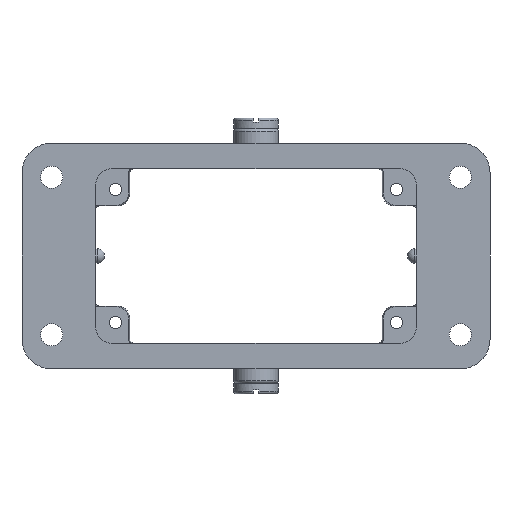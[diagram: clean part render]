
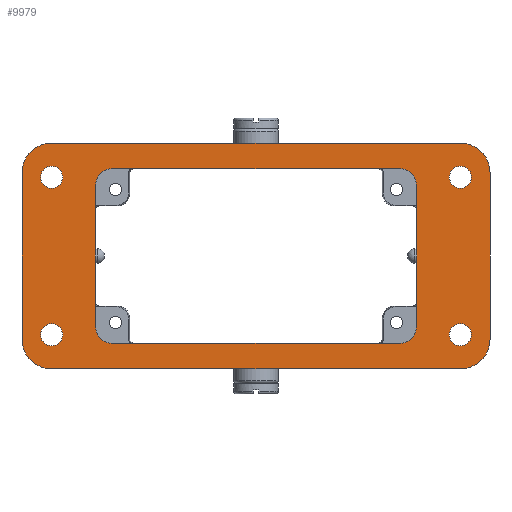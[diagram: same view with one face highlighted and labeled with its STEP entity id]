
A CAD part, front view. The second image highlights one B-rep face of the part: STEP entity #9979.
In plain terms, the highlighted planar face has unit normal (0, -1, 0).
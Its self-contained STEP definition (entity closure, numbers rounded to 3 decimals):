
#1314=DIRECTION('',(-1.,0.,0.));
#1315=VECTOR('',#1314,83.);
#1316=CARTESIAN_POINT('',(41.5,-25.,-22.9));
#1317=LINE('',#1316,#1315);
#1318=CARTESIAN_POINT('',(-41.5,-25.,-16.9));
#1319=DIRECTION('',(0.,1.,0.));
#1320=DIRECTION('',(0.,0.,-1.));
#1321=AXIS2_PLACEMENT_3D('',#1318,#1319,#1320);
#1323=DIRECTION('',(0.,0.,1.));
#1324=VECTOR('',#1323,33.8);
#1325=CARTESIAN_POINT('',(-47.5,-25.,-16.9));
#1326=LINE('',#1325,#1324);
#1327=CARTESIAN_POINT('',(-41.5,-25.,16.9));
#1328=DIRECTION('',(0.,1.,0.));
#1329=DIRECTION('',(-1.,0.,0.));
#1330=AXIS2_PLACEMENT_3D('',#1327,#1328,#1329);
#1332=DIRECTION('',(1.,0.,0.));
#1333=VECTOR('',#1332,83.);
#1334=CARTESIAN_POINT('',(-41.5,-25.,22.9));
#1335=LINE('',#1334,#1333);
#1336=CARTESIAN_POINT('',(41.5,-25.,16.9));
#1337=DIRECTION('',(0.,1.,0.));
#1338=DIRECTION('',(0.,0.,1.));
#1339=AXIS2_PLACEMENT_3D('',#1336,#1337,#1338);
#1341=DIRECTION('',(0.,0.,-1.));
#1342=VECTOR('',#1341,33.8);
#1343=CARTESIAN_POINT('',(47.5,-25.,16.9));
#1344=LINE('',#1343,#1342);
#1345=CARTESIAN_POINT('',(41.5,-25.,-16.9));
#1346=DIRECTION('',(0.,1.,0.));
#1347=DIRECTION('',(1.,0.,0.));
#1348=AXIS2_PLACEMENT_3D('',#1345,#1346,#1347);
#1350=CARTESIAN_POINT('',(-41.5,-25.,16.));
#1351=DIRECTION('',(0.,-1.,0.));
#1352=DIRECTION('',(-1.,0.,0.));
#1353=AXIS2_PLACEMENT_3D('',#1350,#1351,#1352);
#1355=CARTESIAN_POINT('',(-41.5,-25.,16.));
#1356=DIRECTION('',(0.,-1.,0.));
#1357=DIRECTION('',(1.,0.,0.));
#1358=AXIS2_PLACEMENT_3D('',#1355,#1356,#1357);
#1360=CARTESIAN_POINT('',(41.5,-25.,-16.));
#1361=DIRECTION('',(0.,-1.,0.));
#1362=DIRECTION('',(-1.,0.,0.));
#1363=AXIS2_PLACEMENT_3D('',#1360,#1361,#1362);
#1365=CARTESIAN_POINT('',(41.5,-25.,-16.));
#1366=DIRECTION('',(0.,-1.,0.));
#1367=DIRECTION('',(1.,0.,0.));
#1368=AXIS2_PLACEMENT_3D('',#1365,#1366,#1367);
#1370=DIRECTION('',(0.,0.,-1.));
#1371=VECTOR('',#1370,28.5);
#1372=CARTESIAN_POINT('',(-32.6,-25.,14.25));
#1373=LINE('',#1372,#1371);
#1374=CARTESIAN_POINT('',(-29.1,-25.,-14.25));
#1375=DIRECTION('',(0.,-1.,0.));
#1376=DIRECTION('',(-1.,0.,0.));
#1377=AXIS2_PLACEMENT_3D('',#1374,#1375,#1376);
#1379=DIRECTION('',(1.,0.,0.));
#1380=VECTOR('',#1379,58.2);
#1381=CARTESIAN_POINT('',(-29.1,-25.,-17.75));
#1382=LINE('',#1381,#1380);
#1383=CARTESIAN_POINT('',(29.1,-25.,-14.25));
#1384=DIRECTION('',(0.,-1.,0.));
#1385=DIRECTION('',(0.,0.,-1.));
#1386=AXIS2_PLACEMENT_3D('',#1383,#1384,#1385);
#1388=DIRECTION('',(0.,0.,1.));
#1389=VECTOR('',#1388,28.5);
#1390=CARTESIAN_POINT('',(32.6,-25.,-14.25));
#1391=LINE('',#1390,#1389);
#1392=CARTESIAN_POINT('',(29.1,-25.,14.25));
#1393=DIRECTION('',(0.,-1.,0.));
#1394=DIRECTION('',(1.,0.,0.));
#1395=AXIS2_PLACEMENT_3D('',#1392,#1393,#1394);
#1397=DIRECTION('',(-1.,0.,0.));
#1398=VECTOR('',#1397,58.2);
#1399=CARTESIAN_POINT('',(29.1,-25.,17.75));
#1400=LINE('',#1399,#1398);
#1401=CARTESIAN_POINT('',(-29.1,-25.,14.25));
#1402=DIRECTION('',(0.,-1.,0.));
#1403=DIRECTION('',(0.,0.,1.));
#1404=AXIS2_PLACEMENT_3D('',#1401,#1402,#1403);
#1406=CARTESIAN_POINT('',(41.5,-25.,16.));
#1407=DIRECTION('',(0.,-1.,0.));
#1408=DIRECTION('',(-1.,0.,0.));
#1409=AXIS2_PLACEMENT_3D('',#1406,#1407,#1408);
#1411=CARTESIAN_POINT('',(41.5,-25.,16.));
#1412=DIRECTION('',(0.,-1.,0.));
#1413=DIRECTION('',(1.,0.,0.));
#1414=AXIS2_PLACEMENT_3D('',#1411,#1412,#1413);
#1416=CARTESIAN_POINT('',(-41.5,-25.,-16.));
#1417=DIRECTION('',(0.,-1.,0.));
#1418=DIRECTION('',(-1.,0.,0.));
#1419=AXIS2_PLACEMENT_3D('',#1416,#1417,#1418);
#1421=CARTESIAN_POINT('',(-41.5,-25.,-16.));
#1422=DIRECTION('',(0.,-1.,0.));
#1423=DIRECTION('',(1.,0.,0.));
#1424=AXIS2_PLACEMENT_3D('',#1421,#1422,#1423);
#8170=CARTESIAN_POINT('',(-43.75,-25.,16.));
#8171=CARTESIAN_POINT('',(-39.25,-25.,16.));
#8172=VERTEX_POINT('',#8170);
#8173=VERTEX_POINT('',#8171);
#8174=CARTESIAN_POINT('',(41.5,-25.,-22.9));
#8175=CARTESIAN_POINT('',(-41.5,-25.,-22.9));
#8176=VERTEX_POINT('',#8174);
#8177=VERTEX_POINT('',#8175);
#8178=CARTESIAN_POINT('',(-47.5,-25.,-16.9));
#8179=VERTEX_POINT('',#8178);
#8180=CARTESIAN_POINT('',(-47.5,-25.,16.9));
#8181=VERTEX_POINT('',#8180);
#8182=CARTESIAN_POINT('',(-41.5,-25.,22.9));
#8183=VERTEX_POINT('',#8182);
#8184=CARTESIAN_POINT('',(41.5,-25.,22.9));
#8185=VERTEX_POINT('',#8184);
#8186=CARTESIAN_POINT('',(47.5,-25.,16.9));
#8187=VERTEX_POINT('',#8186);
#8188=CARTESIAN_POINT('',(47.5,-25.,-16.9));
#8189=VERTEX_POINT('',#8188);
#8190=CARTESIAN_POINT('',(39.25,-25.,-16.));
#8191=CARTESIAN_POINT('',(43.75,-25.,-16.));
#8192=VERTEX_POINT('',#8190);
#8193=VERTEX_POINT('',#8191);
#8194=CARTESIAN_POINT('',(-32.6,-25.,14.25));
#8195=CARTESIAN_POINT('',(-32.6,-25.,-14.25));
#8196=VERTEX_POINT('',#8194);
#8197=VERTEX_POINT('',#8195);
#8198=CARTESIAN_POINT('',(-29.1,-25.,-17.75));
#8199=VERTEX_POINT('',#8198);
#8200=CARTESIAN_POINT('',(29.1,-25.,-17.75));
#8201=VERTEX_POINT('',#8200);
#8202=CARTESIAN_POINT('',(32.6,-25.,-14.25));
#8203=VERTEX_POINT('',#8202);
#8204=CARTESIAN_POINT('',(32.6,-25.,14.25));
#8205=VERTEX_POINT('',#8204);
#8206=CARTESIAN_POINT('',(29.1,-25.,17.75));
#8207=VERTEX_POINT('',#8206);
#8208=CARTESIAN_POINT('',(-29.1,-25.,17.75));
#8209=VERTEX_POINT('',#8208);
#8210=CARTESIAN_POINT('',(39.25,-25.,16.));
#8211=CARTESIAN_POINT('',(43.75,-25.,16.));
#8212=VERTEX_POINT('',#8210);
#8213=VERTEX_POINT('',#8211);
#8214=CARTESIAN_POINT('',(-43.75,-25.,-16.));
#8215=CARTESIAN_POINT('',(-39.25,-25.,-16.));
#8216=VERTEX_POINT('',#8214);
#8217=VERTEX_POINT('',#8215);
#9922=CARTESIAN_POINT('',(-41.5,-25.,-16.9));
#9923=DIRECTION('',(0.,1.,0.));
#9924=DIRECTION('',(1.,0.,0.));
#9925=AXIS2_PLACEMENT_3D('',#9922,#9923,#9924);
#9926=PLANE('',#9925);
#9928=ORIENTED_EDGE('',*,*,#9927,.T.);
#9930=ORIENTED_EDGE('',*,*,#9929,.T.);
#9932=ORIENTED_EDGE('',*,*,#9931,.T.);
#9934=ORIENTED_EDGE('',*,*,#9933,.T.);
#9936=ORIENTED_EDGE('',*,*,#9935,.T.);
#9938=ORIENTED_EDGE('',*,*,#9937,.T.);
#9940=ORIENTED_EDGE('',*,*,#9939,.T.);
#9942=ORIENTED_EDGE('',*,*,#9941,.T.);
#9943=EDGE_LOOP('',(#9928,#9930,#9932,#9934,#9936,#9938,#9940,#9942));
#9944=FACE_OUTER_BOUND('',#9943,.F.);
#9946=ORIENTED_EDGE('',*,*,#9945,.T.);
#9948=ORIENTED_EDGE('',*,*,#9947,.T.);
#9949=EDGE_LOOP('',(#9946,#9948));
#9950=FACE_BOUND('',#9949,.F.);
#9952=ORIENTED_EDGE('',*,*,#9951,.T.);
#9954=ORIENTED_EDGE('',*,*,#9953,.T.);
#9955=EDGE_LOOP('',(#9952,#9954));
#9956=FACE_BOUND('',#9955,.F.);
#9957=ORIENTED_EDGE('',*,*,#9915,.T.);
#9958=ORIENTED_EDGE('',*,*,#9817,.T.);
#9959=ORIENTED_EDGE('',*,*,#9832,.T.);
#9960=ORIENTED_EDGE('',*,*,#9846,.T.);
#9961=ORIENTED_EDGE('',*,*,#9860,.T.);
#9962=ORIENTED_EDGE('',*,*,#9874,.T.);
#9963=ORIENTED_EDGE('',*,*,#9888,.T.);
#9964=ORIENTED_EDGE('',*,*,#9902,.T.);
#9965=EDGE_LOOP('',(#9957,#9958,#9959,#9960,#9961,#9962,#9963,#9964));
#9966=FACE_BOUND('',#9965,.F.);
#9968=ORIENTED_EDGE('',*,*,#9967,.T.);
#9970=ORIENTED_EDGE('',*,*,#9969,.T.);
#9971=EDGE_LOOP('',(#9968,#9970));
#9972=FACE_BOUND('',#9971,.F.);
#9974=ORIENTED_EDGE('',*,*,#9973,.T.);
#9976=ORIENTED_EDGE('',*,*,#9975,.T.);
#9977=EDGE_LOOP('',(#9974,#9976));
#9978=FACE_BOUND('',#9977,.F.);
#1322=CIRCLE('',#1321,6.);
#1331=CIRCLE('',#1330,6.);
#1340=CIRCLE('',#1339,6.);
#1349=CIRCLE('',#1348,6.);
#1354=CIRCLE('',#1353,2.25);
#1359=CIRCLE('',#1358,2.25);
#1364=CIRCLE('',#1363,2.25);
#1369=CIRCLE('',#1368,2.25);
#1378=CIRCLE('',#1377,3.5);
#1387=CIRCLE('',#1386,3.5);
#1396=CIRCLE('',#1395,3.5);
#1405=CIRCLE('',#1404,3.5);
#1410=CIRCLE('',#1409,2.25);
#1415=CIRCLE('',#1414,2.25);
#1420=CIRCLE('',#1419,2.25);
#1425=CIRCLE('',#1424,2.25);
#9817=EDGE_CURVE('',#8197,#8199,#1378,.T.);
#9832=EDGE_CURVE('',#8199,#8201,#1382,.T.);
#9846=EDGE_CURVE('',#8201,#8203,#1387,.T.);
#9860=EDGE_CURVE('',#8203,#8205,#1391,.T.);
#9874=EDGE_CURVE('',#8205,#8207,#1396,.T.);
#9888=EDGE_CURVE('',#8207,#8209,#1400,.T.);
#9902=EDGE_CURVE('',#8209,#8196,#1405,.T.);
#9915=EDGE_CURVE('',#8196,#8197,#1373,.T.);
#9927=EDGE_CURVE('',#8176,#8177,#1317,.T.);
#9929=EDGE_CURVE('',#8177,#8179,#1322,.T.);
#9931=EDGE_CURVE('',#8179,#8181,#1326,.T.);
#9933=EDGE_CURVE('',#8181,#8183,#1331,.T.);
#9935=EDGE_CURVE('',#8183,#8185,#1335,.T.);
#9937=EDGE_CURVE('',#8185,#8187,#1340,.T.);
#9939=EDGE_CURVE('',#8187,#8189,#1344,.T.);
#9941=EDGE_CURVE('',#8189,#8176,#1349,.T.);
#9945=EDGE_CURVE('',#8172,#8173,#1354,.T.);
#9947=EDGE_CURVE('',#8173,#8172,#1359,.T.);
#9951=EDGE_CURVE('',#8192,#8193,#1364,.T.);
#9953=EDGE_CURVE('',#8193,#8192,#1369,.T.);
#9967=EDGE_CURVE('',#8212,#8213,#1410,.T.);
#9969=EDGE_CURVE('',#8213,#8212,#1415,.T.);
#9973=EDGE_CURVE('',#8216,#8217,#1420,.T.);
#9975=EDGE_CURVE('',#8217,#8216,#1425,.T.);
#9979=ADVANCED_FACE('',(#9944,#9950,#9956,#9966,#9972,#9978),#9926,.F.);
